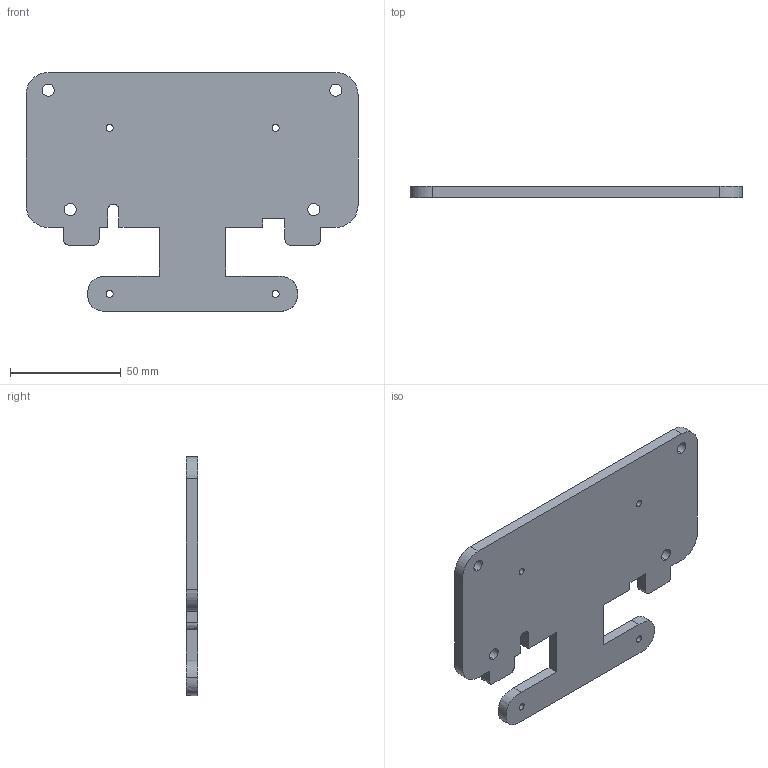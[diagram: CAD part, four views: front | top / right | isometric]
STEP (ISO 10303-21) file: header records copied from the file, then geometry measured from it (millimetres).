
FILE_DESCRIPTION (( 'STEP AP203' ), '1' );
FILE_NAME ('gabarit v2.6 (not bored).STEP', '2020-06-15T20:43:50', ( '' ), ( '' ), 'SwSTEP 2.0', 'SolidWorks 2017', '' );
FILE_SCHEMA (( 'CONFIG_CONTROL_DESIGN' ));
Length unit declared in the file: millimetre
Products named in the file (1): gabarit v2.6 (not bored)
Bounding box: 150 x 5 x 108 mm (x, y, z)
Volume: 62876.3 mm3; surface area: 29046.8 mm2
Topology: 1 solids, 1 shells, 54 faces, 156 edges, 104 vertices
Faces by surface type: plane 25, cylinder 21, bspline 8
Entity records: 2737 total; most frequent: CARTESIAN_POINT 1245, ORIENTED_EDGE 312, DIRECTION 262, EDGE_CURVE 156, VERTEX_POINT 104, AXIS2_PLACEMENT_3D 89, LINE 84, VECTOR 84
